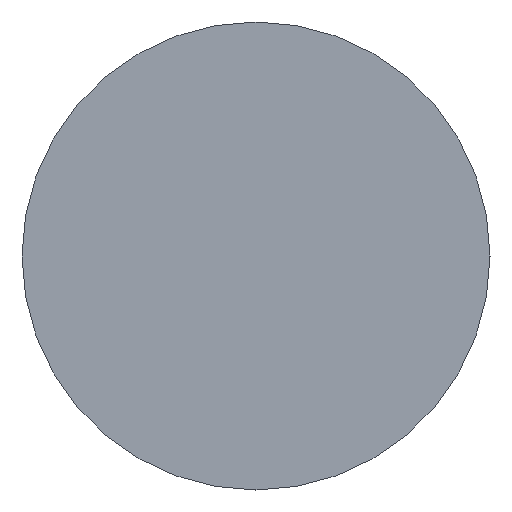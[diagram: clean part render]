
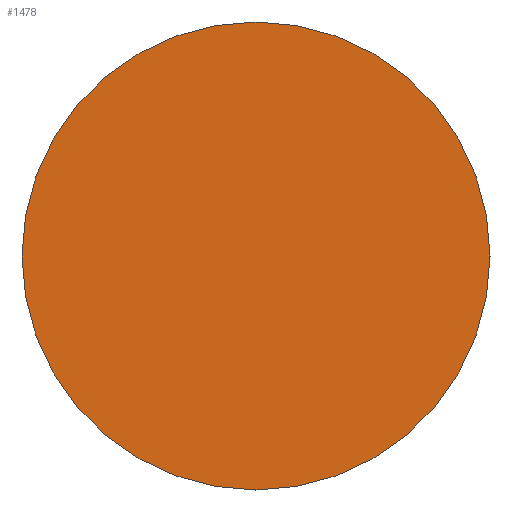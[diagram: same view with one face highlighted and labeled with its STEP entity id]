
A CAD part, left-side view. The second image highlights one B-rep face of the part: STEP entity #1478.
In plain terms, the highlighted planar face has unit normal (-1, 0, 0).
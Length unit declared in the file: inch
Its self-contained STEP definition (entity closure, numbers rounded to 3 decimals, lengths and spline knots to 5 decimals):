
#97 = ORIENTED_EDGE ( 'NONE', *, *, #2183, .T. ) ;
#254 = EDGE_CURVE ( 'NONE', #805, #3172, #1469, .T. ) ;
#263 = FACE_OUTER_BOUND ( 'NONE', #2262, .T. ) ;
#522 = AXIS2_PLACEMENT_3D ( 'NONE', #2241, #3514, #909 ) ;
#580 = PLANE ( 'NONE',  #3644 ) ;
#728 = CARTESIAN_POINT ( 'NONE',  ( 0., 0., 0. ) ) ;
#805 = VERTEX_POINT ( 'NONE', #3743 ) ;
#909 = DIRECTION ( 'NONE',  ( 0., 0., 1. ) ) ;
#1171 = DIRECTION ( 'NONE',  ( 0., 0., -1. ) ) ;
#1469 = CIRCLE ( 'NONE', #3728, 3. ) ;
#1478 = ADVANCED_FACE ( 'NONE', ( #263 ), #580, .F. ) ;
#2058 = DIRECTION ( 'NONE',  ( 0., 0., 1. ) ) ;
#2183 = EDGE_CURVE ( 'NONE', #3172, #805, #2276, .T. ) ;
#2241 = CARTESIAN_POINT ( 'NONE',  ( 0., 0., 0. ) ) ;
#2262 = EDGE_LOOP ( 'NONE', ( #3235, #97 ) ) ;
#2276 = CIRCLE ( 'NONE', #522, 3. ) ;
#2703 = DIRECTION ( 'NONE',  ( -1., 0., 0. ) ) ;
#3011 = CARTESIAN_POINT ( 'NONE',  ( 0., 3., 0. ) ) ;
#3172 = VERTEX_POINT ( 'NONE', #3609 ) ;
#3235 = ORIENTED_EDGE ( 'NONE', *, *, #254, .T. ) ;
#3514 = DIRECTION ( 'NONE',  ( -1., 0., 0. ) ) ;
#3609 = CARTESIAN_POINT ( 'NONE',  ( 0., 0., -3. ) ) ;
#3641 = DIRECTION ( 'NONE',  ( 1., 0., 0. ) ) ;
#3644 = AXIS2_PLACEMENT_3D ( 'NONE', #3011, #3641, #1171 ) ;
#3728 = AXIS2_PLACEMENT_3D ( 'NONE', #728, #2703, #2058 ) ;
#3743 = CARTESIAN_POINT ( 'NONE',  ( 0., 0., 3. ) ) ;
